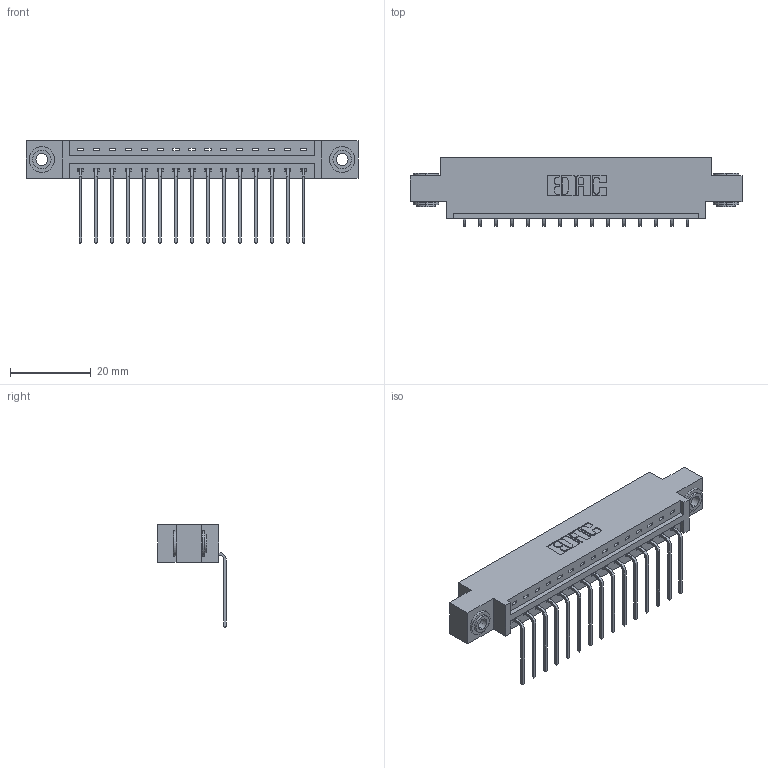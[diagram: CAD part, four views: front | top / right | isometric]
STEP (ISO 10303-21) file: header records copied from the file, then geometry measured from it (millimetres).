
FILE_DESCRIPTION (( 'STEP AP203' ), '1' );
FILE_NAME ('337-015-559-603.STEP', '2019-09-28T17:05:55', ( '' ), ( '' ), 'SwSTEP 2.0', 'SolidWorks 2016', '' );
FILE_SCHEMA (( 'CONFIG_CONTROL_DESIGN' ));
Length unit declared in the file: inch
Products named in the file (4): 345-292-001_558 559 Tail - 1; 337-015-559-603; 337 Part_0.170 Offset - 0.156 Dia-TH; 345-250-002_345-250-002-102
Assembly tree (18 placements, depth 2):
  337-015-559-603
    337 Part_0.170 Offset - 0.156 Dia-TH
    345-292-001_558 559 Tail - 1  x15
    345-250-002_345-250-002-102  x2
Bounding box: 82.45 x 17.09 x 25.53 mm (x, y, z)
Volume: 8183.1 mm3; surface area: 8942.3 mm2
Topology: 18 solids, 18 shells, 1116 faces, 3309 edges, 2182 vertices
Faces by surface type: plane 804, cylinder 304, cone 8
Entity records: 15508 total; most frequent: CARTESIAN_POINT 2678, ORIENTED_EDGE 2622, DIRECTION 2343, EDGE_CURVE 1311, VECTOR 1159, LINE 1159, VERTEX_POINT 870, AXIS2_PLACEMENT_3D 592
